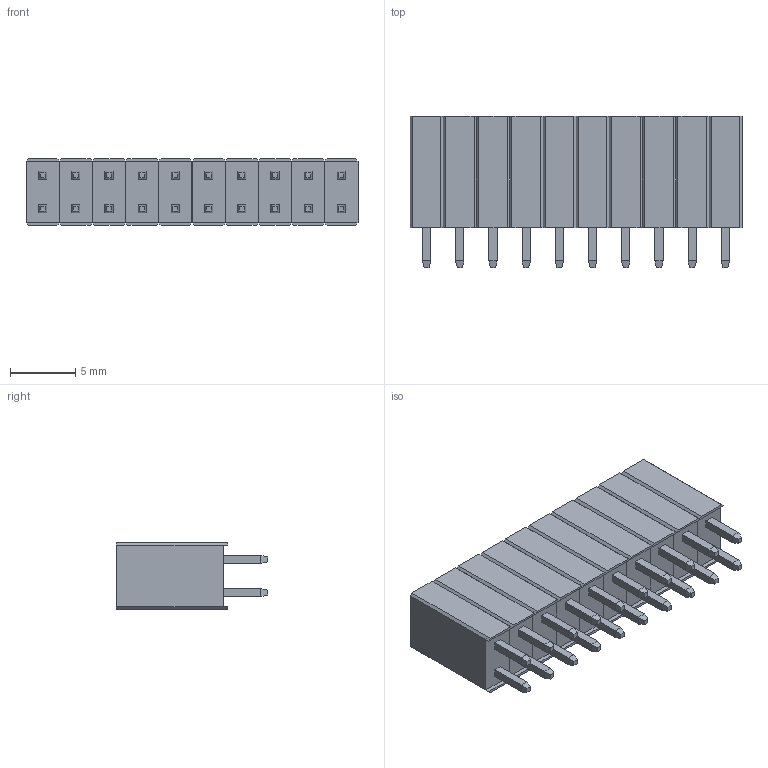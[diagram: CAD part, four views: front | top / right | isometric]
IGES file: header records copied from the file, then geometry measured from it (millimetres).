
Start section: SolidWorks IGES file using analytic representation for surfaces
Global section: file name: SSHQ-1 Double.IGS; native system: SolidWorks 2014; preprocessor: SolidWorks 2014; author: ewilson; date: 140804.141545; units: inch
Bounding box: 25.4 x 11.56 x 5.08 mm (x, y, z)
Surface area: 2283.1 mm2 (no closed solid volume)
Topology: 0 solids, 0 shells, 580 faces, 2560 edges, 2560 vertices
Faces by surface type: bspline 580
